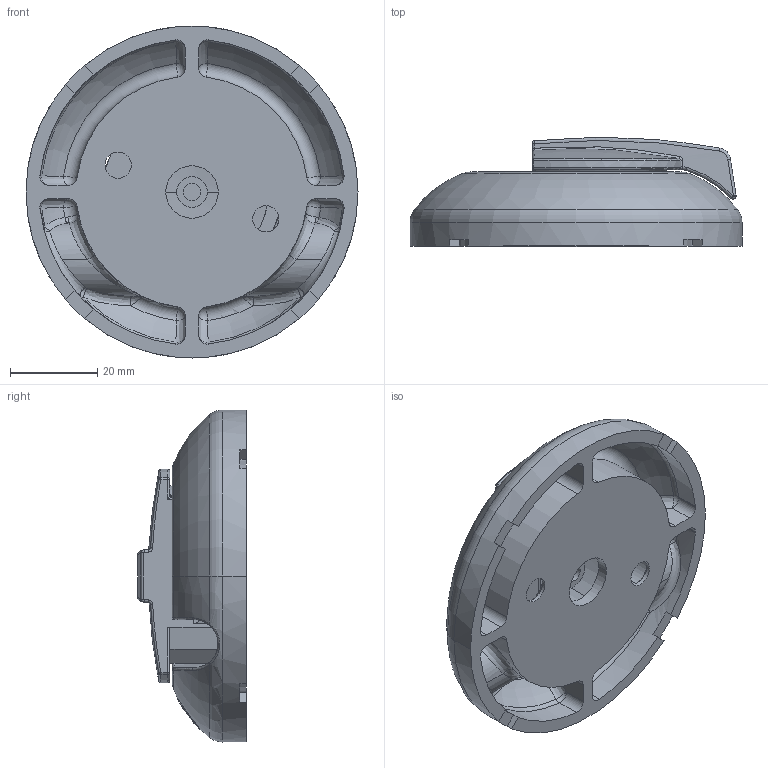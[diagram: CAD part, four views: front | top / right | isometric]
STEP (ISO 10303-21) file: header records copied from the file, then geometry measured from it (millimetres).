
FILE_DESCRIPTION (( 'STEP AP203' ), '1' );
FILE_NAME ('40.160.10.STEP', '2021-03-26T15:00:10', ( '' ), ( '' ), 'SwSTEP 2.0', 'SolidWorks 2014', '' );
FILE_SCHEMA (( 'CONFIG_CONTROL_DESIGN' ));
Length unit declared in the file: millimetre
Products named in the file (3): manopola6; Base+logo.new; 40.160.10
Assembly tree (2 placements, depth 2):
  40.160.10
    manopola6
    Base+logo.new
Bounding box: 76 x 24.9 x 76 mm (x, y, z)
Volume: 40464.3 mm3; surface area: 24315.5 mm2
Topology: 2 solids, 2 shells, 397 faces, 980 edges, 559 vertices
Faces by surface type: bspline 148, cylinder 104, torus 58, plane 51, sphere 32, cone 4
Entity records: 15762 total; most frequent: CARTESIAN_POINT 7249, ORIENTED_EDGE 1880, DIRECTION 1568, EDGE_CURVE 940, AXIS2_PLACEMENT_3D 676, VERTEX_POINT 549, CIRCLE 422, EDGE_LOOP 405
